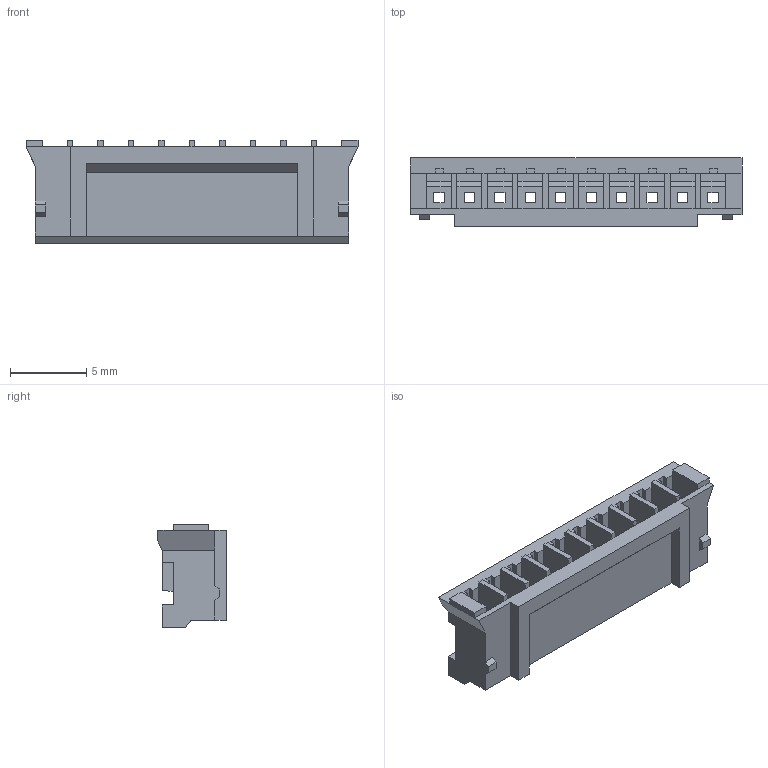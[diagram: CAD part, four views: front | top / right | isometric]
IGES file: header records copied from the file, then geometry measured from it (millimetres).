
Start section:  PTC IGES file: JS-1124-10.igs
Global section: file name: JS-1124-10.igs; native system: Pro/ENGINEER by Parametric Technology Corporation; preprocessor: 2009460; author: user; organization: Unknown; date: 20141009.101403; units: millimetre
Bounding box: 21.8 x 4.5 x 6.8 mm (x, y, z)
Surface area: 997.6 mm2 (no closed solid volume)
Topology: 0 solids, 0 shells, 435 faces, 2466 edges, 2466 vertices
Faces by surface type: bspline 435
